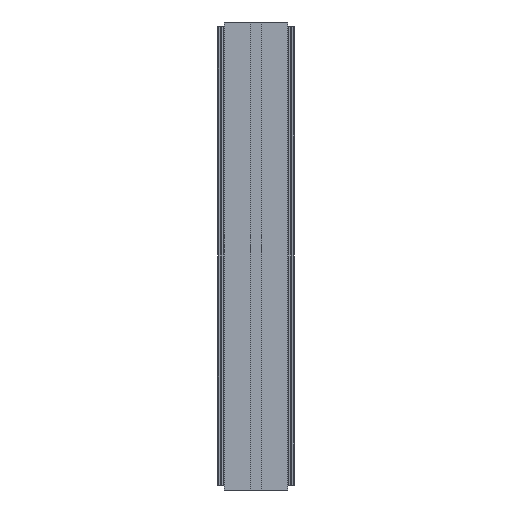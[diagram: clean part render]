
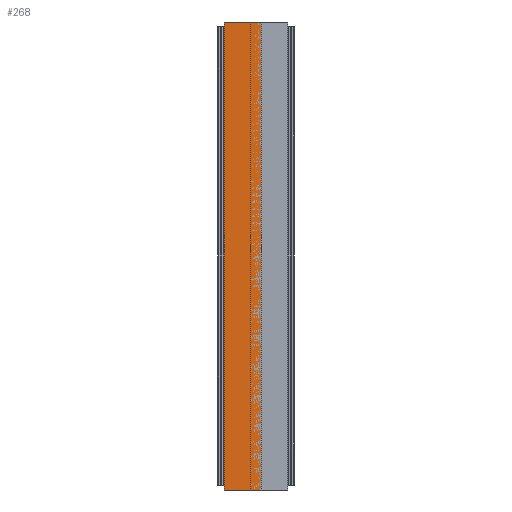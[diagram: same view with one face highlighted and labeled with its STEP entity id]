
A CAD part, front view. The second image highlights one B-rep face of the part: STEP entity #268.
In plain terms, the highlighted planar face has unit normal (0, -1, 0).
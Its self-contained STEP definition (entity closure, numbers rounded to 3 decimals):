
#5=DIRECTION('',(0.,0.,1.));
#6=VECTOR('',#5,193.7);
#7=CARTESIAN_POINT('',(-1225.,0.,-96.85));
#8=LINE('',#7,#6);
#39=DIRECTION('',(1.,0.,0.));
#40=VECTOR('',#39,2450.);
#41=CARTESIAN_POINT('',(-1225.,0.,96.85));
#42=LINE('',#41,#40);
#79=DIRECTION('',(-1.,0.,0.));
#80=VECTOR('',#79,2450.);
#81=CARTESIAN_POINT('',(1225.,0.,-96.85));
#82=LINE('',#81,#80);
#87=DIRECTION('',(0.,0.,1.));
#88=VECTOR('',#87,193.7);
#89=CARTESIAN_POINT('',(1225.,0.,-96.85));
#90=LINE('',#89,#88);
#101=CARTESIAN_POINT('',(1225.,0.,-96.85));
#102=CARTESIAN_POINT('',(-1225.,0.,-96.85));
#103=VERTEX_POINT('',#101);
#104=VERTEX_POINT('',#102);
#109=CARTESIAN_POINT('',(1225.,0.,96.85));
#110=VERTEX_POINT('',#109);
#131=CARTESIAN_POINT('',(-1225.,0.,96.85));
#132=VERTEX_POINT('',#131);
#256=CARTESIAN_POINT('',(1225.,0.,96.85));
#257=DIRECTION('',(0.,1.,0.));
#258=DIRECTION('',(0.,0.,1.));
#259=AXIS2_PLACEMENT_3D('',#256,#257,#258);
#260=PLANE('',#259);
#261=ORIENTED_EDGE('',*,*,#140,.T.);
#262=ORIENTED_EDGE('',*,*,#167,.T.);
#264=ORIENTED_EDGE('',*,*,#263,.F.);
#265=ORIENTED_EDGE('',*,*,#248,.T.);
#266=EDGE_LOOP('',(#261,#262,#264,#265));
#267=FACE_OUTER_BOUND('',#266,.F.);
#268=ADVANCED_FACE('',(#267),#260,.F.);
#140=EDGE_CURVE('',#104,#132,#8,.T.);
#167=EDGE_CURVE('',#132,#110,#42,.T.);
#248=EDGE_CURVE('',#103,#104,#82,.T.);
#263=EDGE_CURVE('',#103,#110,#90,.T.);
